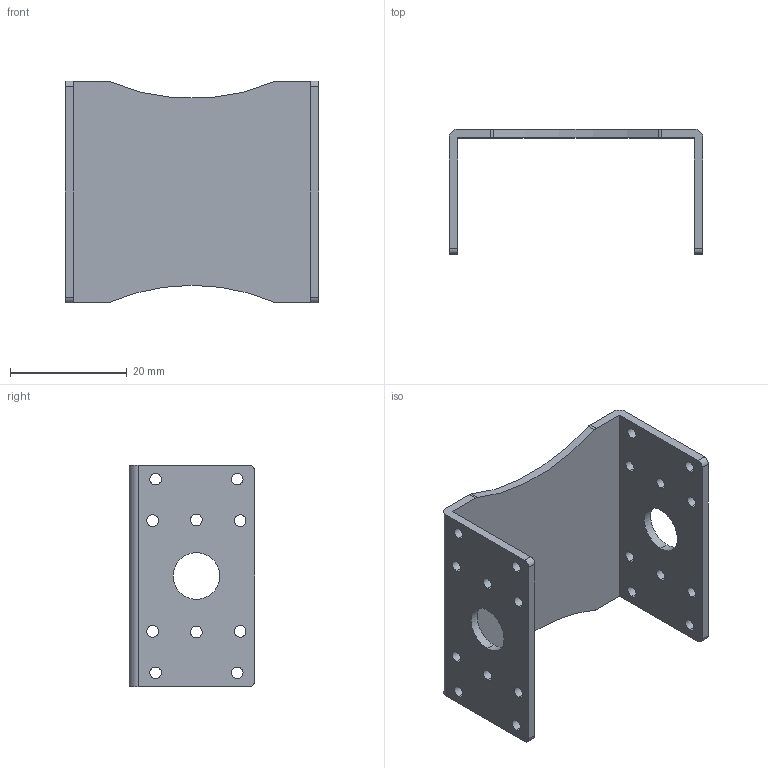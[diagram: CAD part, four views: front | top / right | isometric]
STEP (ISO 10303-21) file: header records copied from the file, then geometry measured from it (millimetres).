
FILE_DESCRIPTION (( 'STEP AP203' ), '1' );
FILE_NAME ('苤U蟀諉璃.STEP', '2018-08-17T06:02:36', ( '' ), ( '' ), 'SwSTEP 2.0', 'SolidWorks 2018', '' );
FILE_SCHEMA (( 'CONFIG_CONTROL_DESIGN' ));
Length unit declared in the file: millimetre
Products named in the file (1): 苤U蟀諉璃
Bounding box: 43.5 x 21.5 x 38 mm (x, y, z)
Volume: 4302.3 mm3; surface area: 6362.7 mm2
Topology: 1 solids, 1 shells, 69 faces, 201 edges, 134 vertices
Faces by surface type: cylinder 57, plane 12
Entity records: 2514 total; most frequent: DIRECTION 455, CARTESIAN_POINT 405, ORIENTED_EDGE 402, EDGE_CURVE 201, AXIS2_PLACEMENT_3D 184, VERTEX_POINT 134, CIRCLE 114, EDGE_LOOP 113
